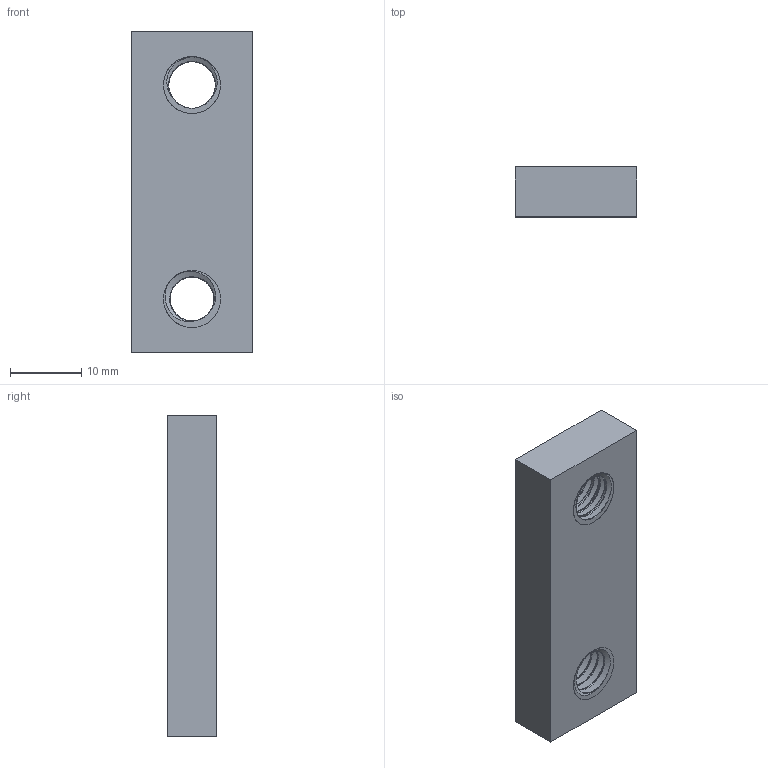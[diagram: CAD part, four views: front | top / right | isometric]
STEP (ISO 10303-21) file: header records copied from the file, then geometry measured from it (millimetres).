
FILE_DESCRIPTION(/* description */ (''),/* implementation_level */ '2;1');
FILE_NAME(/* name */ 'support haut.stp',/* time_stamp */ '2020-12-05T19:42:12+01:00',/* author */ ('liegu'),/* organization */ (''),/* preprocessor_version */ 'ST-DEVELOPER v18',/* originating_system */ 'Autodesk Inventor 2020',/* authorisation */ '');
FILE_SCHEMA (('AUTOMOTIVE_DESIGN { 1 0 10303 214 3 1 1 }'));
Length unit declared in the file: millimetre
Products named in the file (1): Pièce4
Bounding box: 17 x 7 x 45 mm (x, y, z)
Volume: 4845.6 mm3; surface area: 3529.2 mm2
Topology: 3 solids, 3 shells, 42 faces, 108 edges, 72 vertices
Faces by surface type: cylinder 20, bspline 12, plane 10
Full cylindrical faces by diameter (mm): 6.146 x6, 6.517 x6, 8 x4
Entity records: 6658 total; most frequent: CARTESIAN_POINT 5715, ORIENTED_EDGE 216, DIRECTION 126, EDGE_CURVE 108, VERTEX_POINT 72, B_SPLINE_CURVE_WITH_KNOTS 61, EDGE_LOOP 50, AXIS2_PLACEMENT_3D 48
